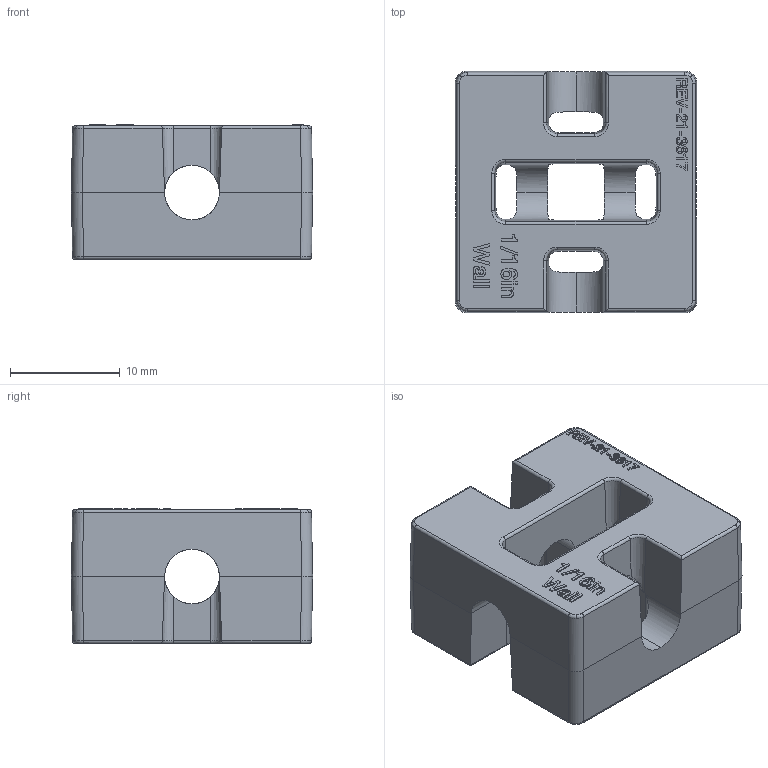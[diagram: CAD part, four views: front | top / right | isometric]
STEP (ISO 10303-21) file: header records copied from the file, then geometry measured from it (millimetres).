
FILE_DESCRIPTION (( 'STEP AP203' ), '1' );
FILE_NAME ('REV-21-3617.STEP', '2024-12-12T22:06:47', ( '' ), ( '' ), 'SwSTEP 2.0', 'SolidWorks 2022', '' );
FILE_SCHEMA (( 'CONFIG_CONTROL_DESIGN' ));
Length unit declared in the file: inch
Products named in the file (1): REV-21-3617
Bounding box: 21.98 x 21.98 x 12.29 mm (x, y, z)
Volume: 3934.5 mm3; surface area: 2464.4 mm2
Topology: 1 solids, 1 shells, 368 faces, 988 edges, 640 vertices
Faces by surface type: plane 190, bspline 90, cylinder 56, cone 16, torus 16
Entity records: 15951 total; most frequent: CARTESIAN_POINT 7467, ORIENTED_EDGE 1976, DIRECTION 1366, EDGE_CURVE 988, VERTEX_POINT 640, LINE 640, VECTOR 640, EDGE_LOOP 396
